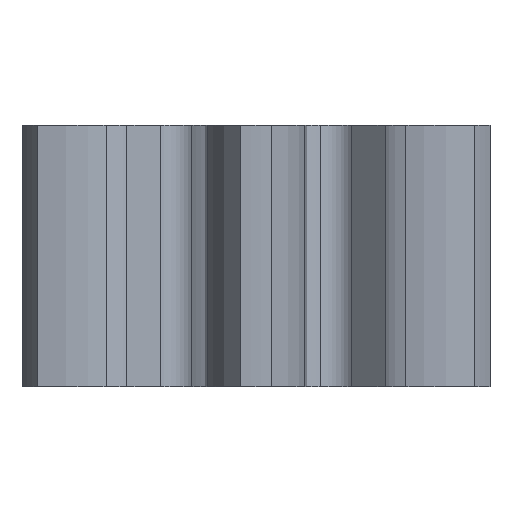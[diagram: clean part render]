
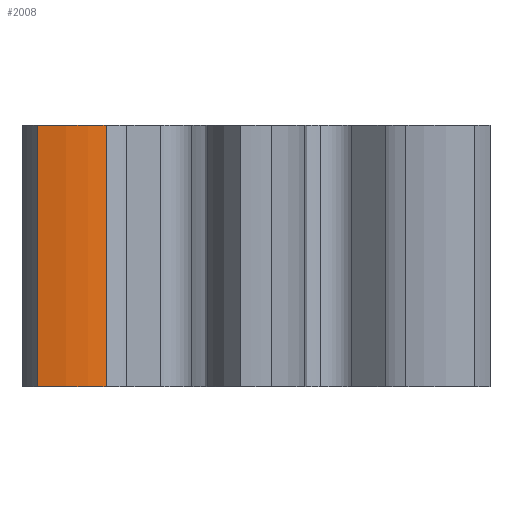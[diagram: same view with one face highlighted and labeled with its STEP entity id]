
A CAD part, left-side view. The second image highlights one B-rep face of the part: STEP entity #2008.
In plain terms, the highlighted face is a extrusion surface.
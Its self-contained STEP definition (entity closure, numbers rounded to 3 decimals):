
#72 = PLANE('',#73);
#73 = AXIS2_PLACEMENT_3D('',#74,#75,#76);
#74 = CARTESIAN_POINT('',(0.,0.,10.));
#75 = DIRECTION('',(0.,0.,1.));
#76 = DIRECTION('',(1.,0.,0.));
#129 = PLANE('',#130);
#130 = AXIS2_PLACEMENT_3D('',#131,#132,#133);
#131 = CARTESIAN_POINT('',(0.,0.,0.));
#132 = DIRECTION('',(0.,0.,1.));
#133 = DIRECTION('',(1.,0.,0.));
#1893 = CYLINDRICAL_SURFACE('',#1894,10.);
#1894 = AXIS2_PLACEMENT_3D('',#1895,#1896,#1897);
#1895 = CARTESIAN_POINT('',(-0.003,0.005,0.));
#1896 = DIRECTION('',(-0.,-0.,-1.));
#1897 = DIRECTION('',(-0.449,0.894,0.));
#1933 = VERTEX_POINT('',#1934);
#1934 = CARTESIAN_POINT('',(-5.5,8.358,10.));
#1956 = EDGE_CURVE('',#1957,#1933,#1959,.T.);
#1957 = VERTEX_POINT('',#1958);
#1958 = CARTESIAN_POINT('',(-5.5,8.358,0.));
#1959 = SURFACE_CURVE('',#1960,(#1964,#1971),.PCURVE_S1.);
#1960 = LINE('',#1961,#1962);
#1961 = CARTESIAN_POINT('',(-5.5,8.358,0.));
#1962 = VECTOR('',#1963,1.);
#1963 = DIRECTION('',(0.,0.,1.));
#1964 = PCURVE('',#1893,#1965);
#1965 = DEFINITIONAL_REPRESENTATION('',(#1966),#1970);
#1966 = LINE('',#1967,#1968);
#1967 = CARTESIAN_POINT('',(-0.117,0.));
#1968 = VECTOR('',#1969,1.);
#1969 = DIRECTION('',(-0.,-1.));
#1970 = ( GEOMETRIC_REPRESENTATION_CONTEXT(2) 
PARAMETRIC_REPRESENTATION_CONTEXT() REPRESENTATION_CONTEXT('2D SPACE',''
  ) );
#1971 = PCURVE('',#1972,#1980);
#1972 = SURFACE_OF_LINEAR_EXTRUSION('',#1973,#1978);
#1973 = B_SPLINE_CURVE_WITH_KNOTS('',3,(#1974,#1975,#1976,#1977),
  .UNSPECIFIED.,.F.,.F.,(4,4),(0.,1.),.PIECEWISE_BEZIER_KNOTS.);
#1974 = CARTESIAN_POINT('',(-5.5,8.358,0.));
#1975 = CARTESIAN_POINT('',(-5.74,7.175,0.));
#1976 = CARTESIAN_POINT('',(-5.632,6.304,0.));
#1977 = CARTESIAN_POINT('',(-5.464,5.729,0.));
#1978 = VECTOR('',#1979,1.);
#1979 = DIRECTION('',(-0.,-0.,-1.));
#1980 = DEFINITIONAL_REPRESENTATION('',(#1981),#1985);
#1981 = LINE('',#1982,#1983);
#1982 = CARTESIAN_POINT('',(0.,0.));
#1983 = VECTOR('',#1984,1.);
#1984 = DIRECTION('',(0.,-1.));
#1985 = ( GEOMETRIC_REPRESENTATION_CONTEXT(2) 
PARAMETRIC_REPRESENTATION_CONTEXT() REPRESENTATION_CONTEXT('2D SPACE',''
  ) );
#2008 = ADVANCED_FACE('',(#2009),#1972,.F.);
#2009 = FACE_BOUND('',#2010,.F.);
#2010 = EDGE_LOOP('',(#2011,#2012,#2037,#2068));
#2011 = ORIENTED_EDGE('',*,*,#1956,.T.);
#2012 = ORIENTED_EDGE('',*,*,#2013,.T.);
#2013 = EDGE_CURVE('',#1933,#2014,#2016,.T.);
#2014 = VERTEX_POINT('',#2015);
#2015 = CARTESIAN_POINT('',(-5.464,5.729,10.));
#2016 = SURFACE_CURVE('',#2017,(#2022,#2029),.PCURVE_S1.);
#2017 = B_SPLINE_CURVE_WITH_KNOTS('',3,(#2018,#2019,#2020,#2021),
  .UNSPECIFIED.,.F.,.F.,(4,4),(0.,1.),.PIECEWISE_BEZIER_KNOTS.);
#2018 = CARTESIAN_POINT('',(-5.5,8.358,10.));
#2019 = CARTESIAN_POINT('',(-5.74,7.175,10.));
#2020 = CARTESIAN_POINT('',(-5.632,6.304,10.));
#2021 = CARTESIAN_POINT('',(-5.464,5.729,10.));
#2022 = PCURVE('',#1972,#2023);
#2023 = DEFINITIONAL_REPRESENTATION('',(#2024),#2028);
#2024 = LINE('',#2025,#2026);
#2025 = CARTESIAN_POINT('',(0.,-10.));
#2026 = VECTOR('',#2027,1.);
#2027 = DIRECTION('',(1.,0.));
#2028 = ( GEOMETRIC_REPRESENTATION_CONTEXT(2) 
PARAMETRIC_REPRESENTATION_CONTEXT() REPRESENTATION_CONTEXT('2D SPACE',''
  ) );
#2029 = PCURVE('',#72,#2030);
#2030 = DEFINITIONAL_REPRESENTATION('',(#2031),#2036);
#2031 = B_SPLINE_CURVE_WITH_KNOTS('',3,(#2032,#2033,#2034,#2035),
  .UNSPECIFIED.,.F.,.F.,(4,4),(0.,1.),.PIECEWISE_BEZIER_KNOTS.);
#2032 = CARTESIAN_POINT('',(-5.5,8.358));
#2033 = CARTESIAN_POINT('',(-5.74,7.175));
#2034 = CARTESIAN_POINT('',(-5.632,6.304));
#2035 = CARTESIAN_POINT('',(-5.464,5.729));
#2036 = ( GEOMETRIC_REPRESENTATION_CONTEXT(2) 
PARAMETRIC_REPRESENTATION_CONTEXT() REPRESENTATION_CONTEXT('2D SPACE',''
  ) );
#2037 = ORIENTED_EDGE('',*,*,#2038,.F.);
#2038 = EDGE_CURVE('',#2039,#2014,#2041,.T.);
#2039 = VERTEX_POINT('',#2040);
#2040 = CARTESIAN_POINT('',(-5.464,5.729,0.));
#2041 = SURFACE_CURVE('',#2042,(#2046,#2053),.PCURVE_S1.);
#2042 = LINE('',#2043,#2044);
#2043 = CARTESIAN_POINT('',(-5.464,5.729,0.));
#2044 = VECTOR('',#2045,1.);
#2045 = DIRECTION('',(0.,0.,1.));
#2046 = PCURVE('',#1972,#2047);
#2047 = DEFINITIONAL_REPRESENTATION('',(#2048),#2052);
#2048 = LINE('',#2049,#2050);
#2049 = CARTESIAN_POINT('',(1.,0.));
#2050 = VECTOR('',#2051,1.);
#2051 = DIRECTION('',(0.,-1.));
#2052 = ( GEOMETRIC_REPRESENTATION_CONTEXT(2) 
PARAMETRIC_REPRESENTATION_CONTEXT() REPRESENTATION_CONTEXT('2D SPACE',''
  ) );
#2053 = PCURVE('',#2054,#2062);
#2054 = SURFACE_OF_LINEAR_EXTRUSION('',#2055,#2060);
#2055 = B_SPLINE_CURVE_WITH_KNOTS('',3,(#2056,#2057,#2058,#2059),
  .UNSPECIFIED.,.F.,.F.,(4,4),(0.,1.),.PIECEWISE_BEZIER_KNOTS.);
#2056 = CARTESIAN_POINT('',(-5.464,5.729,0.));
#2057 = CARTESIAN_POINT('',(-5.314,5.244,0.));
#2058 = CARTESIAN_POINT('',(-5.145,5.012,0.));
#2059 = CARTESIAN_POINT('',(-5.083,4.938,0.));
#2060 = VECTOR('',#2061,1.);
#2061 = DIRECTION('',(-0.,-0.,-1.));
#2062 = DEFINITIONAL_REPRESENTATION('',(#2063),#2067);
#2063 = LINE('',#2064,#2065);
#2064 = CARTESIAN_POINT('',(0.,0.));
#2065 = VECTOR('',#2066,1.);
#2066 = DIRECTION('',(0.,-1.));
#2067 = ( GEOMETRIC_REPRESENTATION_CONTEXT(2) 
PARAMETRIC_REPRESENTATION_CONTEXT() REPRESENTATION_CONTEXT('2D SPACE',''
  ) );
#2068 = ORIENTED_EDGE('',*,*,#2069,.F.);
#2069 = EDGE_CURVE('',#1957,#2039,#2070,.T.);
#2070 = SURFACE_CURVE('',#2071,(#2076,#2083),.PCURVE_S1.);
#2071 = B_SPLINE_CURVE_WITH_KNOTS('',3,(#2072,#2073,#2074,#2075),
  .UNSPECIFIED.,.F.,.F.,(4,4),(0.,1.),.PIECEWISE_BEZIER_KNOTS.);
#2072 = CARTESIAN_POINT('',(-5.5,8.358,0.));
#2073 = CARTESIAN_POINT('',(-5.74,7.175,0.));
#2074 = CARTESIAN_POINT('',(-5.632,6.304,0.));
#2075 = CARTESIAN_POINT('',(-5.464,5.729,0.));
#2076 = PCURVE('',#1972,#2077);
#2077 = DEFINITIONAL_REPRESENTATION('',(#2078),#2082);
#2078 = LINE('',#2079,#2080);
#2079 = CARTESIAN_POINT('',(0.,0.));
#2080 = VECTOR('',#2081,1.);
#2081 = DIRECTION('',(1.,0.));
#2082 = ( GEOMETRIC_REPRESENTATION_CONTEXT(2) 
PARAMETRIC_REPRESENTATION_CONTEXT() REPRESENTATION_CONTEXT('2D SPACE',''
  ) );
#2083 = PCURVE('',#129,#2084);
#2084 = DEFINITIONAL_REPRESENTATION('',(#2085),#2090);
#2085 = B_SPLINE_CURVE_WITH_KNOTS('',3,(#2086,#2087,#2088,#2089),
  .UNSPECIFIED.,.F.,.F.,(4,4),(0.,1.),.PIECEWISE_BEZIER_KNOTS.);
#2086 = CARTESIAN_POINT('',(-5.5,8.358));
#2087 = CARTESIAN_POINT('',(-5.74,7.175));
#2088 = CARTESIAN_POINT('',(-5.632,6.304));
#2089 = CARTESIAN_POINT('',(-5.464,5.729));
#2090 = ( GEOMETRIC_REPRESENTATION_CONTEXT(2) 
PARAMETRIC_REPRESENTATION_CONTEXT() REPRESENTATION_CONTEXT('2D SPACE',''
  ) );
